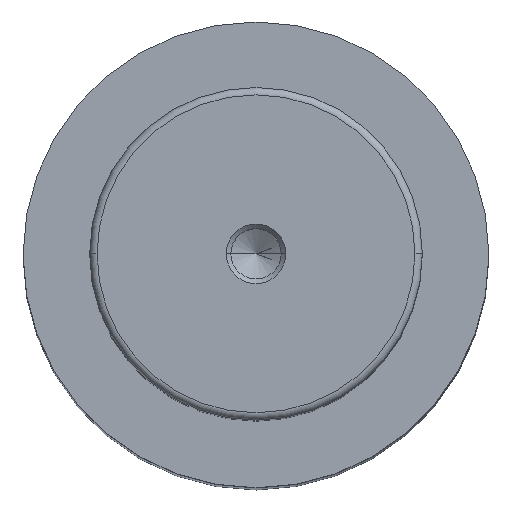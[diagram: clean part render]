
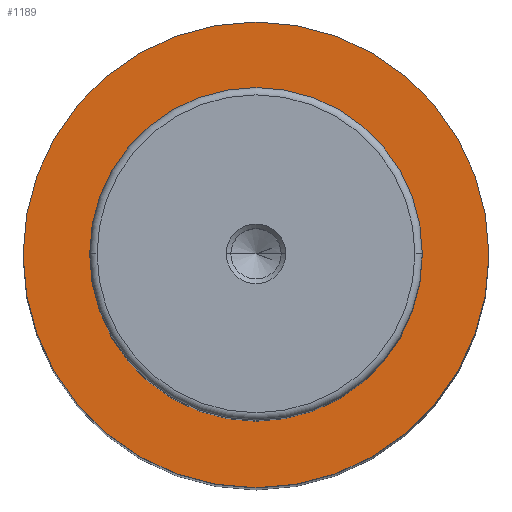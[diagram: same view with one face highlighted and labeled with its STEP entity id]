
A CAD part, top view. The second image highlights one B-rep face of the part: STEP entity #1189.
In plain terms, the highlighted planar face has unit normal (0, 0, 1).
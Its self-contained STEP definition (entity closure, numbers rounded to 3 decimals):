
#72 = DIRECTION ( 'NONE',  ( 0., 0., -1. ) ) ;
#89 = FACE_BOUND ( 'NONE', #295, .T. ) ;
#99 = DIRECTION ( 'NONE',  ( 0., 0., 1. ) ) ;
#115 = DIRECTION ( 'NONE',  ( 1., 0., 0. ) ) ;
#117 = AXIS2_PLACEMENT_3D ( 'NONE', #1097, #340, #1104 ) ;
#144 = EDGE_LOOP ( 'NONE', ( #978, #754 ) ) ;
#252 = DIRECTION ( 'NONE',  ( -1., 0., 0. ) ) ;
#257 = ORIENTED_EDGE ( 'NONE', *, *, #886, .T. ) ;
#295 = EDGE_LOOP ( 'NONE', ( #257, #446 ) ) ;
#297 = CIRCLE ( 'NONE', #856, 31.5 ) ;
#340 = DIRECTION ( 'NONE',  ( 0., 0., -1. ) ) ;
#437 = CARTESIAN_POINT ( 'NONE',  ( 0., 0., 172. ) ) ;
#439 = AXIS2_PLACEMENT_3D ( 'NONE', #540, #1199, #633 ) ;
#440 = DIRECTION ( 'NONE',  ( 0., 0., -1. ) ) ;
#446 = ORIENTED_EDGE ( 'NONE', *, *, #628, .T. ) ;
#459 = VERTEX_POINT ( 'NONE', #869 ) ;
#497 = VERTEX_POINT ( 'NONE', #757 ) ;
#540 = CARTESIAN_POINT ( 'NONE',  ( 0., 0., 172. ) ) ;
#573 = CARTESIAN_POINT ( 'NONE',  ( 22.5, 0., 172. ) ) ;
#628 = EDGE_CURVE ( 'NONE', #831, #459, #962, .T. ) ;
#630 = AXIS2_PLACEMENT_3D ( 'NONE', #1146, #99, #115 ) ;
#633 = DIRECTION ( 'NONE',  ( -1., 0., 0. ) ) ;
#657 = CARTESIAN_POINT ( 'NONE',  ( -31.5, 0., 172. ) ) ;
#719 = CARTESIAN_POINT ( 'NONE',  ( 0., 0., 172. ) ) ;
#747 = CIRCLE ( 'NONE', #823, 22.5 ) ;
#750 = PLANE ( 'NONE',  #630 ) ;
#754 = ORIENTED_EDGE ( 'NONE', *, *, #878, .F. ) ;
#757 = CARTESIAN_POINT ( 'NONE',  ( 31.5, 0., 172. ) ) ;
#799 = CIRCLE ( 'NONE', #439, 31.5 ) ;
#823 = AXIS2_PLACEMENT_3D ( 'NONE', #719, #440, #252 ) ;
#831 = VERTEX_POINT ( 'NONE', #573 ) ;
#856 = AXIS2_PLACEMENT_3D ( 'NONE', #437, #72, #1184 ) ;
#869 = CARTESIAN_POINT ( 'NONE',  ( -22.5, 0., 172. ) ) ;
#878 = EDGE_CURVE ( 'NONE', #497, #1007, #297, .T. ) ;
#886 = EDGE_CURVE ( 'NONE', #459, #831, #747, .T. ) ;
#893 = EDGE_CURVE ( 'NONE', #1007, #497, #799, .T. ) ;
#962 = CIRCLE ( 'NONE', #117, 22.5 ) ;
#978 = ORIENTED_EDGE ( 'NONE', *, *, #893, .F. ) ;
#1002 = FACE_OUTER_BOUND ( 'NONE', #144, .T. ) ;
#1007 = VERTEX_POINT ( 'NONE', #657 ) ;
#1097 = CARTESIAN_POINT ( 'NONE',  ( 0., 0., 172. ) ) ;
#1104 = DIRECTION ( 'NONE',  ( -1., 0., 0. ) ) ;
#1146 = CARTESIAN_POINT ( 'NONE',  ( -22.5, 0., 172. ) ) ;
#1184 = DIRECTION ( 'NONE',  ( -1., 0., 0. ) ) ;
#1189 = ADVANCED_FACE ( 'NONE', ( #89, #1002 ), #750, .T. ) ;
#1199 = DIRECTION ( 'NONE',  ( 0., 0., -1. ) ) ;
